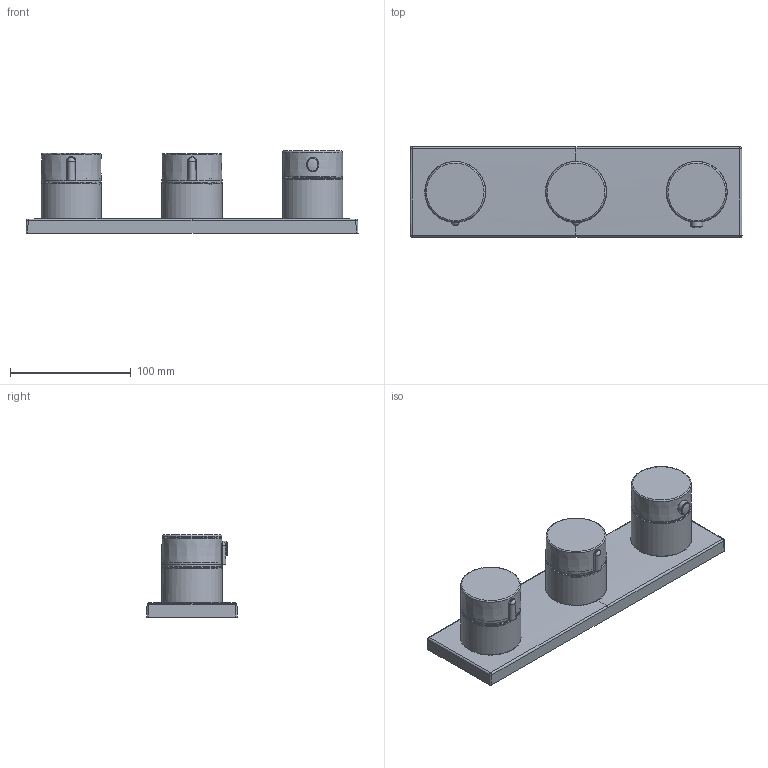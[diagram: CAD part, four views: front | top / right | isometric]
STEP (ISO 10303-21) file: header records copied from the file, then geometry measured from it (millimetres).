
FILE_DESCRIPTION (( 'STEP AP203' ), '1' );
FILE_NAME ('2219C+44729503.STEP', '2017-03-09T05:45:40', ( '' ), ( '' ), 'SwSTEP 2.0', 'SolidWorks 2016', '' );
FILE_SCHEMA (( 'CONFIG_CONTROL_DESIGN' ));
Length unit declared in the file: millimetre
Products named in the file (1): 2219C+44729503
Bounding box: 275 x 75 x 67.96 mm (x, y, z)
Volume: 543192.4 mm3; surface area: 105851.8 mm2
Topology: 3 solids, 3 shells, 86 faces, 173 edges, 109 vertices
Faces by surface type: bspline 22, cylinder 19, plane 18, torus 13, sphere 8, cone 6
Full cylindrical faces by diameter (mm): 37.516 x3, 46 x2, 48.4 x1, 49 x2, 50 x3
Entity records: 4283 total; most frequent: CARTESIAN_POINT 2775, ORIENTED_EDGE 264, DIRECTION 260, EDGE_CURVE 132, EDGE_LOOP 128, AXIS2_PLACEMENT_3D 124, FACE_OUTER_BOUND 108, VERTEX_POINT 94
